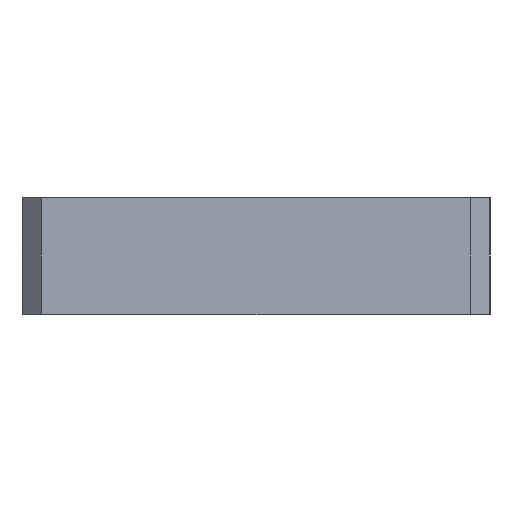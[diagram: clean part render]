
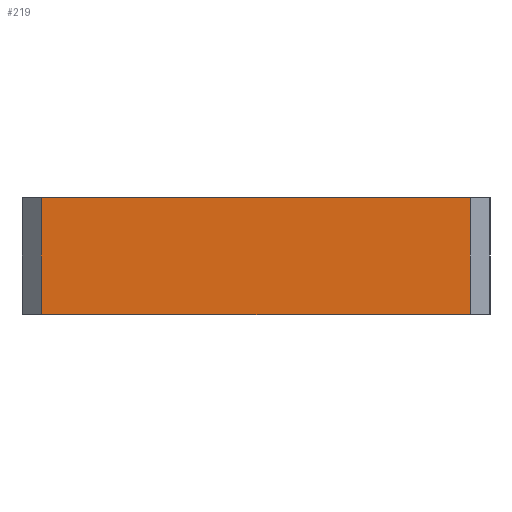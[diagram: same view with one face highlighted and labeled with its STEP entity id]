
A CAD part, left-side view. The second image highlights one B-rep face of the part: STEP entity #219.
In plain terms, the highlighted planar face has unit normal (-1, 0, 0).
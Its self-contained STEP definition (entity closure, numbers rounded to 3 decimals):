
#29 = EDGE_CURVE ( 'NONE', #43, #730, #767, .T. ) ;
#43 = VERTEX_POINT ( 'NONE', #972 ) ;
#55 = EDGE_CURVE ( 'NONE', #906, #730, #378, .T. ) ;
#143 = ORIENTED_EDGE ( 'NONE', *, *, #29, .F. ) ;
#156 = VECTOR ( 'NONE', #1080, 1000. ) ;
#166 = FACE_OUTER_BOUND ( 'NONE', #1046, .T. ) ;
#173 = VERTEX_POINT ( 'NONE', #291 ) ;
#200 = CARTESIAN_POINT ( 'NONE',  ( -9., -6., -1.5 ) ) ;
#218 = EDGE_CURVE ( 'NONE', #173, #906, #899, .T. ) ;
#219 = ADVANCED_FACE ( 'NONE', ( #166 ), #806, .F. ) ;
#247 = VECTOR ( 'NONE', #279, 1000. ) ;
#279 = DIRECTION ( 'NONE',  ( 0., -1., 0. ) ) ;
#291 = CARTESIAN_POINT ( 'NONE',  ( -9., 5.5, -1.5 ) ) ;
#295 = ORIENTED_EDGE ( 'NONE', *, *, #55, .T. ) ;
#378 = LINE ( 'NONE', #448, #156 ) ;
#441 = EDGE_CURVE ( 'NONE', #43, #173, #952, .T. ) ;
#448 = CARTESIAN_POINT ( 'NONE',  ( -9., -5.5, 1.5 ) ) ;
#469 = CARTESIAN_POINT ( 'NONE',  ( -9., -5.5, 1.5 ) ) ;
#516 = VECTOR ( 'NONE', #628, 1000. ) ;
#537 = AXIS2_PLACEMENT_3D ( 'NONE', #746, #834, #846 ) ;
#628 = DIRECTION ( 'NONE',  ( 0., 0., -1. ) ) ;
#630 = ORIENTED_EDGE ( 'NONE', *, *, #218, .T. ) ;
#667 = VECTOR ( 'NONE', #756, 1000. ) ;
#730 = VERTEX_POINT ( 'NONE', #469 ) ;
#734 = CARTESIAN_POINT ( 'NONE',  ( -9., 5.5, 1.5 ) ) ;
#745 = CARTESIAN_POINT ( 'NONE',  ( -9., -5.5, -1.5 ) ) ;
#746 = CARTESIAN_POINT ( 'NONE',  ( -9., -6., 1.5 ) ) ;
#756 = DIRECTION ( 'NONE',  ( 0., -1., 0. ) ) ;
#767 = LINE ( 'NONE', #1009, #247 ) ;
#806 = PLANE ( 'NONE',  #537 ) ;
#834 = DIRECTION ( 'NONE',  ( 1., 0., 0. ) ) ;
#846 = DIRECTION ( 'NONE',  ( 0., 0., -1. ) ) ;
#899 = LINE ( 'NONE', #200, #667 ) ;
#906 = VERTEX_POINT ( 'NONE', #745 ) ;
#952 = LINE ( 'NONE', #734, #516 ) ;
#972 = CARTESIAN_POINT ( 'NONE',  ( -9., 5.5, 1.5 ) ) ;
#1009 = CARTESIAN_POINT ( 'NONE',  ( -9., -6., 1.5 ) ) ;
#1046 = EDGE_LOOP ( 'NONE', ( #630, #295, #143, #1057 ) ) ;
#1057 = ORIENTED_EDGE ( 'NONE', *, *, #441, .T. ) ;
#1080 = DIRECTION ( 'NONE',  ( 0., 0., 1. ) ) ;
